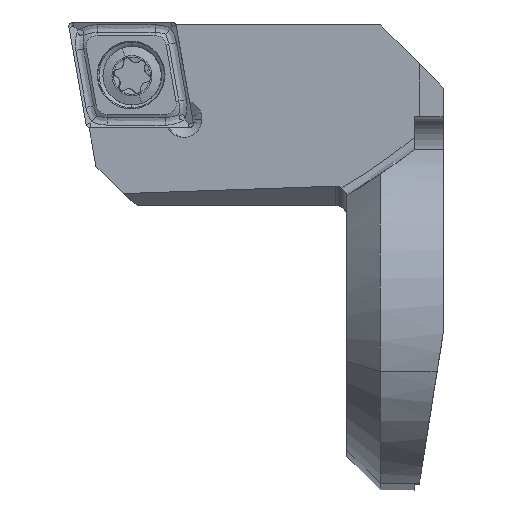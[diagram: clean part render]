
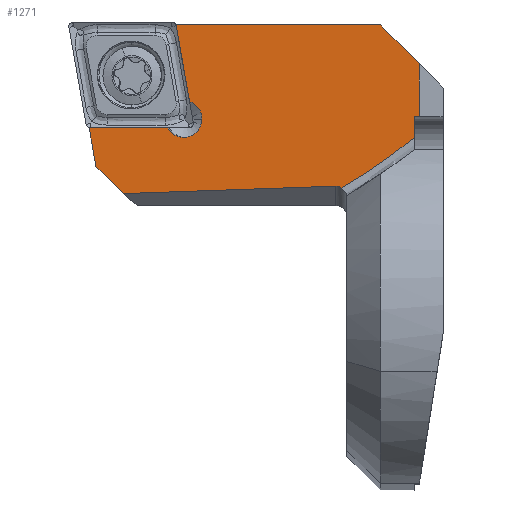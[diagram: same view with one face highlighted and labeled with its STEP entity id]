
A CAD part, top view. The second image highlights one B-rep face of the part: STEP entity #1271.
In plain terms, the highlighted planar face has unit normal (-0.035, 0, 0.999).
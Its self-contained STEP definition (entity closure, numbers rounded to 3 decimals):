
#37 = CIRCLE ( 'NONE', #3349, 1.65 ) ;
#70 = ORIENTED_EDGE ( 'NONE', *, *, #5490, .T. ) ;
#134 = EDGE_CURVE ( 'NONE', #5470, #2183, #3714, .T. ) ;
#140 = LINE ( 'NONE', #2150, #2461 ) ;
#176 = CARTESIAN_POINT ( 'NONE',  ( -21.731, 17.775, 0.26 ) ) ;
#240 = VERTEX_POINT ( 'NONE', #4741 ) ;
#262 = CARTESIAN_POINT ( 'NONE',  ( -7.554, 11.569, 0.755 ) ) ;
#263 = VECTOR ( 'NONE', #5650, 1000. ) ;
#283 = EDGE_LOOP ( 'NONE', ( #2741, #4609, #3194, #4236, #2831, #4617, #4984, #830, #2560, #5424, #70, #2885, #3283, #637 ) ) ;
#414 = LINE ( 'NONE', #2553, #263 ) ;
#424 = DIRECTION ( 'NONE',  ( 0.035, 0., -0.999 ) ) ;
#519 = VECTOR ( 'NONE', #2020, 1000. ) ;
#527 = EDGE_CURVE ( 'NONE', #3206, #2905, #2787, .T. ) ;
#588 = VERTEX_POINT ( 'NONE', #1784 ) ;
#637 = ORIENTED_EDGE ( 'NONE', *, *, #2086, .T. ) ;
#647 = VERTEX_POINT ( 'NONE', #5398 ) ;
#649 = EDGE_CURVE ( 'NONE', #5448, #3206, #37, .T. ) ;
#776 = EDGE_CURVE ( 'NONE', #647, #5460, #5045, .T. ) ;
#799 = VERTEX_POINT ( 'NONE', #1595 ) ;
#830 = ORIENTED_EDGE ( 'NONE', *, *, #3625, .T. ) ;
#842 = CARTESIAN_POINT ( 'NONE',  ( -22.425, 26.249, 0.236 ) ) ;
#950 = PLANE ( 'NONE',  #3264 ) ;
#956 = EDGE_CURVE ( 'NONE', #799, #2058, #2172, .T. ) ;
#1013 = VECTOR ( 'NONE', #3456, 1000. ) ;
#1042 = VECTOR ( 'NONE', #1511, 1000. ) ;
#1044 = CARTESIAN_POINT ( 'NONE',  ( -1., 18., 0.984 ) ) ;
#1133 = CIRCLE ( 'NONE', #5067, 49. ) ;
#1209 = CARTESIAN_POINT ( 'NONE',  ( -20.082, 17.775, 0.318 ) ) ;
#1213 = CARTESIAN_POINT ( 'NONE',  ( -19.084, 7.287, 0.353 ) ) ;
#1271 = ADVANCED_FACE ( 'NONE', ( #1973 ), #950, .F. ) ;
#1361 = CARTESIAN_POINT ( 'NONE',  ( -7.706, 11.687, 0.75 ) ) ;
#1392 = DIRECTION ( 'NONE',  ( 0.035, 0., -0.999 ) ) ;
#1404 = CARTESIAN_POINT ( 'NONE',  ( -3.996, 26.232, 0.88 ) ) ;
#1506 = CARTESIAN_POINT ( 'NONE',  ( -32.047, 54., -0.1 ) ) ;
#1511 = DIRECTION ( 'NONE',  ( -0.999, 0., -0.035 ) ) ;
#1541 = VECTOR ( 'NONE', #3572, 1000. ) ;
#1585 = VECTOR ( 'NONE', #2962, 1000. ) ;
#1595 = CARTESIAN_POINT ( 'NONE',  ( -1., 16.106, 0.984 ) ) ;
#1682 = CARTESIAN_POINT ( 'NONE',  ( -23.18, 16.987, 0.21 ) ) ;
#1784 = CARTESIAN_POINT ( 'NONE',  ( -3.996, 26.232, 0.88 ) ) ;
#1796 = VERTEX_POINT ( 'NONE', #842 ) ;
#1895 = AXIS2_PLACEMENT_3D ( 'NONE', #3057, #424, #2608 ) ;
#1962 = DIRECTION ( 'NONE',  ( -0.999, 0., -0.035 ) ) ;
#1973 = FACE_OUTER_BOUND ( 'NONE', #283, .T. ) ;
#1980 = EDGE_CURVE ( 'NONE', #5299, #2058, #3869, .T. ) ;
#2020 = DIRECTION ( 'NONE',  ( 0.174, -0.985, 0.006 ) ) ;
#2047 = CARTESIAN_POINT ( 'NONE',  ( -29.616, 13.5, -0.015 ) ) ;
#2058 = VERTEX_POINT ( 'NONE', #1044 ) ;
#2086 = EDGE_CURVE ( 'NONE', #2905, #647, #2202, .T. ) ;
#2150 = CARTESIAN_POINT ( 'NONE',  ( -7.256, 29.53, 0.766 ) ) ;
#2172 = LINE ( 'NONE', #2557, #1013 ) ;
#2183 = VERTEX_POINT ( 'NONE', #262 ) ;
#2202 = LINE ( 'NONE', #4134, #1042 ) ;
#2243 = CARTESIAN_POINT ( 'NONE',  ( -7.875, 11.744, 0.744 ) ) ;
#2412 = DIRECTION ( 'NONE',  ( 0., 1., 0. ) ) ;
#2461 = VECTOR ( 'NONE', #5216, 1000. ) ;
#2553 = CARTESIAN_POINT ( 'NONE',  ( -26.593, 10.498, 0.091 ) ) ;
#2557 = CARTESIAN_POINT ( 'NONE',  ( -1., 14.8, 0.984 ) ) ;
#2560 = ORIENTED_EDGE ( 'NONE', *, *, #5570, .T. ) ;
#2608 = DIRECTION ( 'NONE',  ( -0.999, 0., -0.035 ) ) ;
#2627 = DIRECTION ( 'NONE',  ( 0.035, 0., -0.999 ) ) ;
#2741 = ORIENTED_EDGE ( 'NONE', *, *, #776, .T. ) ;
#2754 = LINE ( 'NONE', #1213, #1585 ) ;
#2768 = VERTEX_POINT ( 'NONE', #3336 ) ;
#2787 = CIRCLE ( 'NONE', #1895, 1.65 ) ;
#2801 = VECTOR ( 'NONE', #2412, 1000. ) ;
#2831 = ORIENTED_EDGE ( 'NONE', *, *, #4875, .F. ) ;
#2871 = CARTESIAN_POINT ( 'NONE',  ( -32.252, 10.893, -0.107 ) ) ;
#2885 = ORIENTED_EDGE ( 'NONE', *, *, #649, .T. ) ;
#2899 = VECTOR ( 'NONE', #5063, 1000. ) ;
#2905 = VERTEX_POINT ( 'NONE', #1682 ) ;
#2962 = DIRECTION ( 'NONE',  ( 0.174, -0.985, 0.006 ) ) ;
#3051 = LINE ( 'NONE', #2871, #2899 ) ;
#3057 = CARTESIAN_POINT ( 'NONE',  ( -21.731, 17.775, 0.26 ) ) ;
#3160 = CARTESIAN_POINT ( 'NONE',  ( -22.425, 26.249, 0.236 ) ) ;
#3181 = CARTESIAN_POINT ( 'NONE',  ( -0.548, 18., 1. ) ) ;
#3194 = ORIENTED_EDGE ( 'NONE', *, *, #4981, .F. ) ;
#3206 = VERTEX_POINT ( 'NONE', #1209 ) ;
#3259 = DIRECTION ( 'NONE',  ( -0.999, 0., -0.035 ) ) ;
#3264 = AXIS2_PLACEMENT_3D ( 'NONE', #3571, #1392, #4448 ) ;
#3283 = ORIENTED_EDGE ( 'NONE', *, *, #527, .T. ) ;
#3336 = CARTESIAN_POINT ( 'NONE',  ( -0.548, 22.743, 1. ) ) ;
#3349 = AXIS2_PLACEMENT_3D ( 'NONE', #176, #2627, #3259 ) ;
#3456 = DIRECTION ( 'NONE',  ( 0., 1., 0. ) ) ;
#3571 = CARTESIAN_POINT ( 'NONE',  ( -32.047, 5., -0.1 ) ) ;
#3572 = DIRECTION ( 'NONE',  ( -0.999, 0., -0.035 ) ) ;
#3591 = CARTESIAN_POINT ( 'NONE',  ( -0.972, 18., 0.985 ) ) ;
#3625 = EDGE_CURVE ( 'NONE', #5299, #2768, #5135, .T. ) ;
#3714 =( BOUNDED_CURVE ( )  B_SPLINE_CURVE ( 3, ( #4848, #2243, #1361, #3971 ),
 .UNSPECIFIED., .F., .F. ) 
 B_SPLINE_CURVE_WITH_KNOTS ( ( 4, 4 ),
 ( 3.092, 3.611 ),
 .UNSPECIFIED. ) 
 CURVE ( )  GEOMETRIC_REPRESENTATION_ITEM ( )  RATIONAL_B_SPLINE_CURVE ( ( 1., 0.978, 0.978, 1. ) ) 
 REPRESENTATION_ITEM ( '' )  );
#3869 = LINE ( 'NONE', #3591, #1541 ) ;
#3971 = CARTESIAN_POINT ( 'NONE',  ( -7.554, 11.569, 0.755 ) ) ;
#4034 = CARTESIAN_POINT ( 'NONE',  ( -10.136, 26.241, 0.665 ) ) ;
#4134 = CARTESIAN_POINT ( 'NONE',  ( -32.047, 16.987, -0.1 ) ) ;
#4190 = CARTESIAN_POINT ( 'NONE',  ( -28.236, 5.672, 0.033 ) ) ;
#4236 = ORIENTED_EDGE ( 'NONE', *, *, #134, .T. ) ;
#4448 = DIRECTION ( 'NONE',  ( -0.999, 0., -0.035 ) ) ;
#4458 =( BOUNDED_CURVE ( )  B_SPLINE_CURVE ( 3, ( #3160, #5348, #4034, #1404 ),
 .UNSPECIFIED., .F., .F. ) 
 B_SPLINE_CURVE_WITH_KNOTS ( ( 4, 4 ),
 ( 4.724, 4.754 ),
 .UNSPECIFIED. ) 
 CURVE ( )  GEOMETRIC_REPRESENTATION_ITEM ( )  RATIONAL_B_SPLINE_CURVE ( ( 1., 1., 1., 1. ) ) 
 REPRESENTATION_ITEM ( '' )  );
#4573 = DIRECTION ( 'NONE',  ( 0.035, 0., -0.999 ) ) ;
#4583 = CARTESIAN_POINT ( 'NONE',  ( -0.548, 5., 1. ) ) ;
#4609 = ORIENTED_EDGE ( 'NONE', *, *, #5539, .T. ) ;
#4617 = ORIENTED_EDGE ( 'NONE', *, *, #956, .T. ) ;
#4682 = CARTESIAN_POINT ( 'NONE',  ( -8.05, 11.738, 0.738 ) ) ;
#4741 = CARTESIAN_POINT ( 'NONE',  ( -27.169, 11.07, 0.07 ) ) ;
#4848 = CARTESIAN_POINT ( 'NONE',  ( -8.05, 11.738, 0.738 ) ) ;
#4875 = EDGE_CURVE ( 'NONE', #799, #2183, #1133, .T. ) ;
#4981 = EDGE_CURVE ( 'NONE', #5470, #240, #3051, .T. ) ;
#4984 = ORIENTED_EDGE ( 'NONE', *, *, #1980, .F. ) ;
#5045 = LINE ( 'NONE', #4190, #519 ) ;
#5063 = DIRECTION ( 'NONE',  ( -0.999, -0.035, -0.035 ) ) ;
#5067 = AXIS2_PLACEMENT_3D ( 'NONE', #1506, #4573, #1962 ) ;
#5120 = CARTESIAN_POINT ( 'NONE',  ( -21.208, 19.34, 0.279 ) ) ;
#5135 = LINE ( 'NONE', #4583, #2801 ) ;
#5216 = DIRECTION ( 'NONE',  ( -0.703, 0.711, -0.025 ) ) ;
#5299 = VERTEX_POINT ( 'NONE', #3181 ) ;
#5348 = CARTESIAN_POINT ( 'NONE',  ( -16.28, 26.246, 0.451 ) ) ;
#5398 = CARTESIAN_POINT ( 'NONE',  ( -30.23, 16.987, -0.037 ) ) ;
#5424 = ORIENTED_EDGE ( 'NONE', *, *, #5683, .F. ) ;
#5448 = VERTEX_POINT ( 'NONE', #5120 ) ;
#5460 = VERTEX_POINT ( 'NONE', #2047 ) ;
#5470 = VERTEX_POINT ( 'NONE', #4682 ) ;
#5490 = EDGE_CURVE ( 'NONE', #1796, #5448, #2754, .T. ) ;
#5539 = EDGE_CURVE ( 'NONE', #5460, #240, #414, .T. ) ;
#5570 = EDGE_CURVE ( 'NONE', #2768, #588, #140, .T. ) ;
#5650 = DIRECTION ( 'NONE',  ( 0.709, -0.704, 0.025 ) ) ;
#5683 = EDGE_CURVE ( 'NONE', #1796, #588, #4458, .T. ) ;
